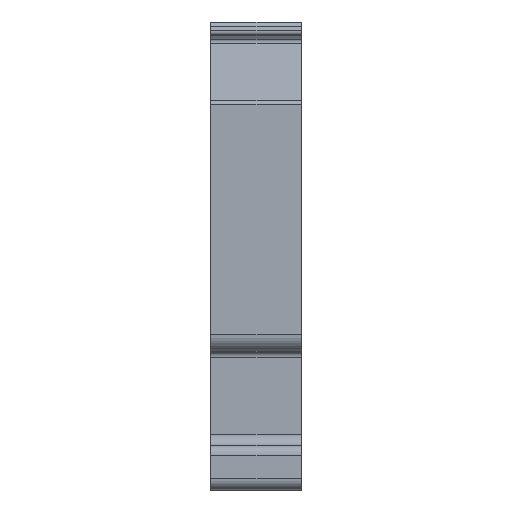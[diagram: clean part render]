
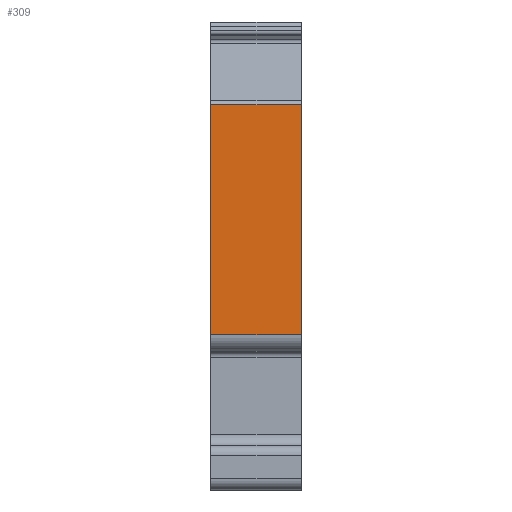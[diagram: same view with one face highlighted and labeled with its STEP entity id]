
A CAD part, left-side view. The second image highlights one B-rep face of the part: STEP entity #309.
In plain terms, the highlighted planar face has unit normal (-1, 0, 0).
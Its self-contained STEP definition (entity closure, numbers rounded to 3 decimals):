
#309 = ADVANCED_FACE( '', ( #727 ), #728, .F. );
#727 = FACE_OUTER_BOUND( '', #1251, .T. );
#728 = PLANE( '', #1252 );
#1251 = EDGE_LOOP( '', ( #2072, #2073, #2074, #2075 ) );
#1252 = AXIS2_PLACEMENT_3D( '', #2076, #2077, #2078 );
#2072 = ORIENTED_EDGE( '', *, *, #3499, .F. );
#2073 = ORIENTED_EDGE( '', *, *, #3500, .F. );
#2074 = ORIENTED_EDGE( '', *, *, #3501, .T. );
#2075 = ORIENTED_EDGE( '', *, *, #3502, .T. );
#2076 = CARTESIAN_POINT( '', ( -34.75, -8.15, -23.412 ) );
#2077 = DIRECTION( '', ( 1., 0., 0. ) );
#2078 = DIRECTION( '', ( 0., 1., 0. ) );
#3499 = EDGE_CURVE( '', #4335, #4336, #4337, .T. );
#3500 = EDGE_CURVE( '', #4338, #4335, #4339, .F. );
#3501 = EDGE_CURVE( '', #4338, #4340, #4341, .T. );
#3502 = EDGE_CURVE( '', #4340, #4336, #4342, .T. );
#4335 = VERTEX_POINT( '', #5460 );
#4336 = VERTEX_POINT( '', #5461 );
#4337 = LINE( '', #5462, #5463 );
#4338 = VERTEX_POINT( '', #5464 );
#4339 = LINE( '', #5465, #5466 );
#4340 = VERTEX_POINT( '', #5467 );
#4341 = LINE( '', #5468, #5469 );
#4342 = LINE( '', #5470, #5471 );
#5460 = CARTESIAN_POINT( '', ( -34.75, -8.15, -23.412 ) );
#5461 = CARTESIAN_POINT( '', ( -34.75, 0., -23.412 ) );
#5462 = CARTESIAN_POINT( '', ( -34.75, -8.15, -23.412 ) );
#5463 = VECTOR( '', #6434, 1000. );
#5464 = CARTESIAN_POINT( '', ( -34.75, -8.15, -2.723 ) );
#5465 = CARTESIAN_POINT( '', ( -34.75, -8.15, 4.238 ) );
#5466 = VECTOR( '', #6435, 1000. );
#5467 = CARTESIAN_POINT( '', ( -34.75, 0., -2.723 ) );
#5468 = CARTESIAN_POINT( '', ( -34.75, -8.15, -2.723 ) );
#5469 = VECTOR( '', #6436, 1000. );
#5470 = CARTESIAN_POINT( '', ( -34.75, 0., -23.412 ) );
#5471 = VECTOR( '', #6437, 1000. );
#6434 = DIRECTION( '', ( 0., 1., 0. ) );
#6435 = DIRECTION( '', ( 0., 0., 1. ) );
#6436 = DIRECTION( '', ( 0., 1., 0. ) );
#6437 = DIRECTION( '', ( 0., 0., -1. ) );
